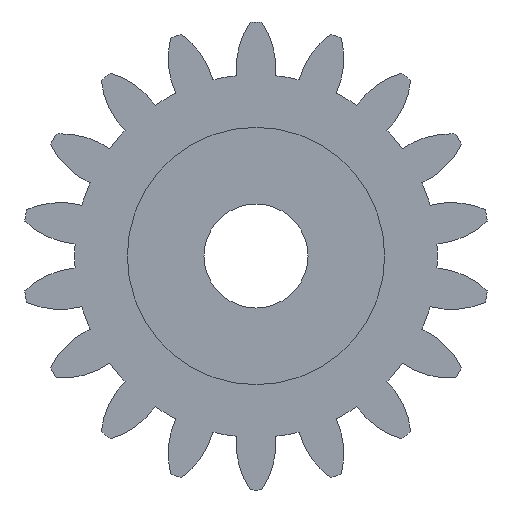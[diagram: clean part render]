
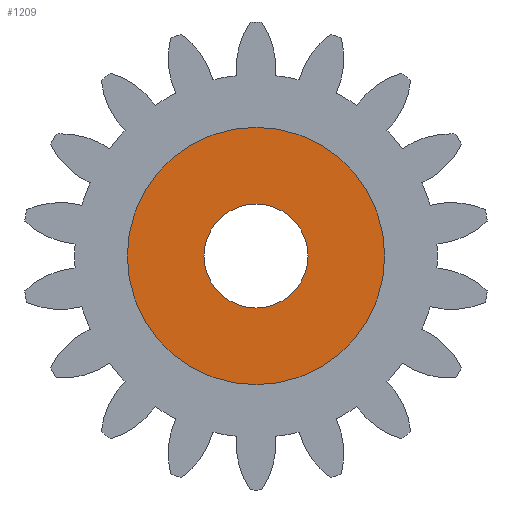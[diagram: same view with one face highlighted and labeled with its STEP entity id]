
A CAD part, left-side view. The second image highlights one B-rep face of the part: STEP entity #1209.
In plain terms, the highlighted planar face has unit normal (-1, 0, 0).
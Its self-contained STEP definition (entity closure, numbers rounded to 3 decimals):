
#61 = AXIS2_PLACEMENT_3D ( 'NONE', #2654, #154, #1503 ) ;
#78 = CIRCLE ( 'NONE', #2411, 4.95 ) ;
#90 = DIRECTION ( 'NONE',  ( 0., 0., 1. ) ) ;
#133 = VERTEX_POINT ( 'NONE', #2616 ) ;
#154 = DIRECTION ( 'NONE',  ( -1., 0., 0. ) ) ;
#245 = VERTEX_POINT ( 'NONE', #2632 ) ;
#335 = DIRECTION ( 'NONE',  ( 0., 0., 1. ) ) ;
#362 = EDGE_CURVE ( 'NONE', #2468, #245, #2668, .T. ) ;
#389 = CIRCLE ( 'NONE', #61, 2. ) ;
#416 = CARTESIAN_POINT ( 'NONE',  ( 4., 0., 4.95 ) ) ;
#504 = FACE_BOUND ( 'NONE', #2503, .T. ) ;
#532 = DIRECTION ( 'NONE',  ( -1., 0., 0. ) ) ;
#683 = VERTEX_POINT ( 'NONE', #1630 ) ;
#735 = CARTESIAN_POINT ( 'NONE',  ( 4., 0., 0. ) ) ;
#966 = DIRECTION ( 'NONE',  ( -1., 0., 0. ) ) ;
#1054 = ORIENTED_EDGE ( 'NONE', *, *, #1625, .F. ) ;
#1209 = ADVANCED_FACE ( 'NONE', ( #504, #1423 ), #2338, .T. ) ;
#1246 = EDGE_CURVE ( 'NONE', #245, #2468, #78, .T. ) ;
#1319 = AXIS2_PLACEMENT_3D ( 'NONE', #735, #1654, #90 ) ;
#1423 = FACE_OUTER_BOUND ( 'NONE', #2637, .T. ) ;
#1503 = DIRECTION ( 'NONE',  ( 0., 0., 1. ) ) ;
#1625 = EDGE_CURVE ( 'NONE', #133, #683, #389, .T. ) ;
#1630 = CARTESIAN_POINT ( 'NONE',  ( 4., 0., 2. ) ) ;
#1654 = DIRECTION ( 'NONE',  ( -1., 0., 0. ) ) ;
#1660 = CARTESIAN_POINT ( 'NONE',  ( 4., 0., 0. ) ) ;
#1686 = CARTESIAN_POINT ( 'NONE',  ( 4., 0., 0. ) ) ;
#1728 = DIRECTION ( 'NONE',  ( -1., 0., 0. ) ) ;
#1883 = DIRECTION ( 'NONE',  ( 0., 0., 1. ) ) ;
#1998 = ORIENTED_EDGE ( 'NONE', *, *, #1246, .T. ) ;
#2023 = CIRCLE ( 'NONE', #2410, 2. ) ;
#2133 = ORIENTED_EDGE ( 'NONE', *, *, #2360, .F. ) ;
#2338 = PLANE ( 'NONE',  #2870 ) ;
#2360 = EDGE_CURVE ( 'NONE', #683, #133, #2023, .T. ) ;
#2410 = AXIS2_PLACEMENT_3D ( 'NONE', #1686, #532, #335 ) ;
#2411 = AXIS2_PLACEMENT_3D ( 'NONE', #2416, #1728, #2838 ) ;
#2416 = CARTESIAN_POINT ( 'NONE',  ( 4., 0., 0. ) ) ;
#2468 = VERTEX_POINT ( 'NONE', #416 ) ;
#2503 = EDGE_LOOP ( 'NONE', ( #2133, #1054 ) ) ;
#2596 = ORIENTED_EDGE ( 'NONE', *, *, #362, .T. ) ;
#2616 = CARTESIAN_POINT ( 'NONE',  ( 4., 0., -2. ) ) ;
#2632 = CARTESIAN_POINT ( 'NONE',  ( 4., 0., -4.95 ) ) ;
#2637 = EDGE_LOOP ( 'NONE', ( #2596, #1998 ) ) ;
#2654 = CARTESIAN_POINT ( 'NONE',  ( 4., 0., 0. ) ) ;
#2668 = CIRCLE ( 'NONE', #1319, 4.95 ) ;
#2838 = DIRECTION ( 'NONE',  ( 0., 0., 1. ) ) ;
#2870 = AXIS2_PLACEMENT_3D ( 'NONE', #1660, #966, #1883 ) ;
